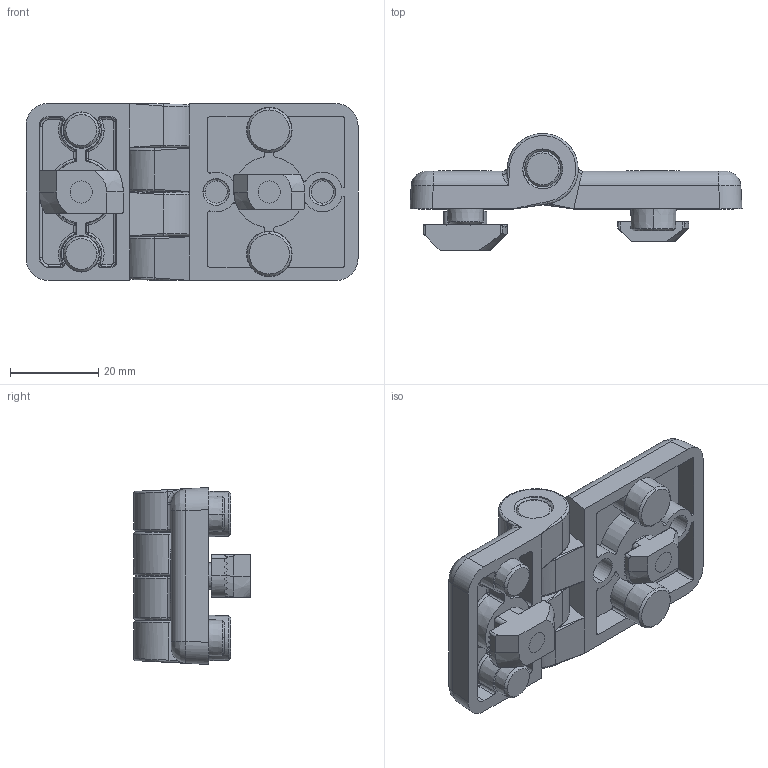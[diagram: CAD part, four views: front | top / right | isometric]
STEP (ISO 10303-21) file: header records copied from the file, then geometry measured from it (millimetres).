
FILE_DESCRIPTION (( 'STEP AP203' ), '1' );
FILE_NAME ('402535688_c_1.STEP', '2023-02-24T05:34:19', ( '' ), ( '' ), 'SwSTEP 2.0', 'SolidWorks 2014', '' );
FILE_SCHEMA (( 'CONFIG_CONTROL_DESIGN' ));
Length unit declared in the file: millimetre
Products named in the file (1): 402535688_c_1
Bounding box: 75.05 x 26.4 x 40 mm (x, y, z)
Volume: 25428.2 mm3; surface area: 17762 mm2
Topology: 11 solids, 11 shells, 624 faces, 1601 edges, 1014 vertices
Faces by surface type: cylinder 262, plane 180, cone 73, torus 47, bspline 45, sphere 17
Entity records: 23531 total; most frequent: CARTESIAN_POINT 8858, ORIENTED_EDGE 3188, DIRECTION 2946, EDGE_CURVE 1594, AXIS2_PLACEMENT_3D 1142, VERTEX_POINT 1012, VECTOR 662, LINE 662
